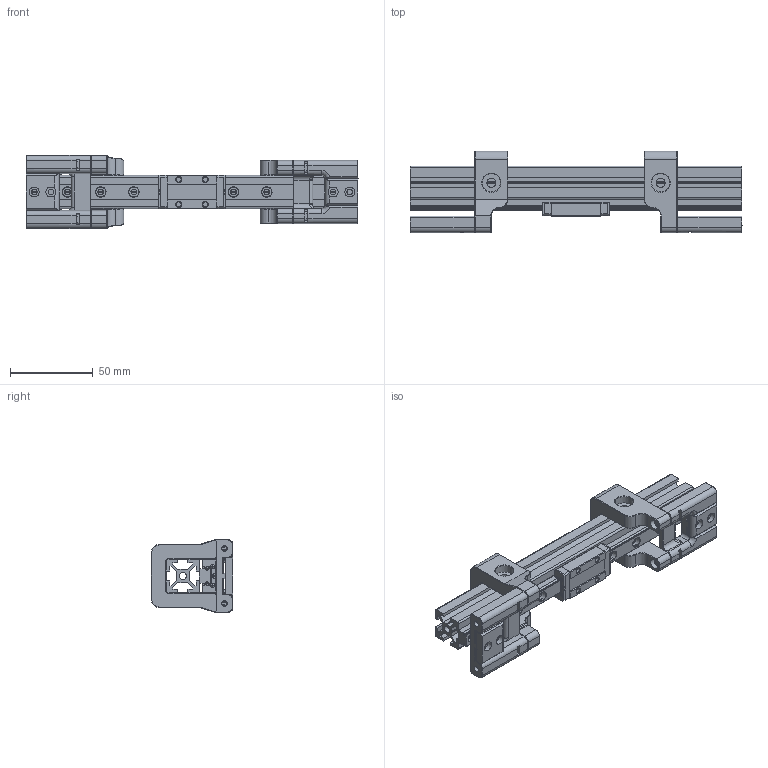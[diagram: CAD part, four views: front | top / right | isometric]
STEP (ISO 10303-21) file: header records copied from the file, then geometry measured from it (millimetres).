
FILE_DESCRIPTION(/* description */ (''),/* implementation_level */ '2;1');
FILE_NAME(/* name */ '6mm&9mm Pretensioners.step',/* time_stamp */ '2025-05-15T08:26:05-07:00',/* author */ (''),/* organization */ (''),/* preprocessor_version */ 'ST-DEVELOPER v20.1',/* originating_system */ 'Autodesk Translation Framework v14.4.0.0',/* authorisation */ '');
FILE_SCHEMA (('AUTOMOTIVE_DESIGN { 1 0 10303 214 3 1 1 }'));
Length unit declared in the file: millimetre
Products named in the file (17): (Unsaved); Right Pretensioner_1; Pretensioner Belts Holder (1)_1; Pretensioner Belts Clamp (1)_1; Pretensioner Base (1)_1; M3 Square Nut (1); M3 Square Nut (1) (1); Right Pretensioner; Pretensioner Belts Holder (1); Pretensioner Belts Clamp (1); Pretensioner Base (1); M3 Square Nut; Extrusion; MGN9H specific (2); MGN9H Block; MGN9 rail - 300mm (8); HFSB5-2020-280
Assembly tree (17 placements, depth 4):
  (Unsaved)
    Right Pretensioner_1
      Pretensioner Belts Holder (1)_1
      Pretensioner Belts Clamp (1)_1
      Pretensioner Base (1)_1
      M3 Square Nut (1)
      M3 Square Nut (1) (1)
    Right Pretensioner
      Pretensioner Belts Holder (1)
      Pretensioner Belts Clamp (1)
      Pretensioner Base (1)
      M3 Square Nut  x2
    Extrusion
      MGN9H specific (2)
        MGN9H Block
        MGN9 rail - 300mm (8)
      HFSB5-2020-280
Bounding box: 200 x 49 x 44 mm (x, y, z)
Volume: 105329.6 mm3; surface area: 75644.8 mm2
Topology: 21 solids, 21 shells, 1254 faces, 3290 edges, 2098 vertices
Faces by surface type: plane 678, cylinder 406, cone 138, bspline 22, torus 6, sphere 4
Full cylindrical faces by diameter (mm): 1.288 x5, 2.603 x4, 3 x8, 3.4 x20, 3.5 x10, 4.2 x1, 5.4 x6, 6 x18, 11 x6
Entity records: 39434 total; most frequent: CARTESIAN_POINT 7317, DIRECTION 6812, ORIENTED_EDGE 6526, EDGE_CURVE 3263, AXIS2_PLACEMENT_3D 2337, LINE 2138, VECTOR 2138, VERTEX_POINT 2080
